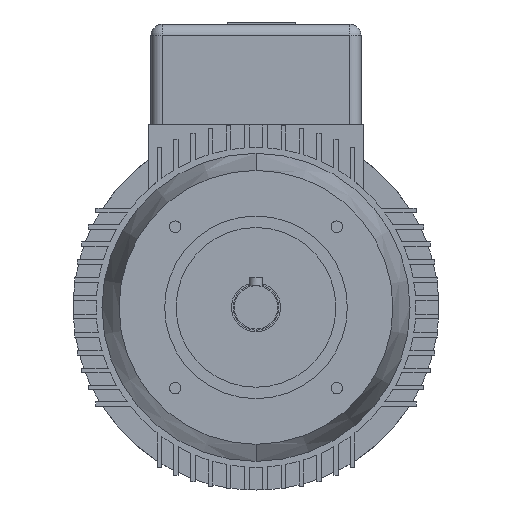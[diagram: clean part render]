
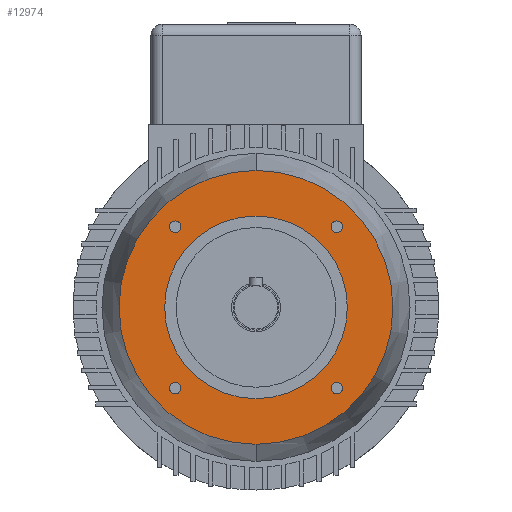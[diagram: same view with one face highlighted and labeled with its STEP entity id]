
A CAD part, front view. The second image highlights one B-rep face of the part: STEP entity #12974.
In plain terms, the highlighted planar face has unit normal (0, -1, 0).
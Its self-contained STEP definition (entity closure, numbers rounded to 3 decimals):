
#5827=CARTESIAN_POINT('',(37.855,-34.,-35.355));
#5828=VERTEX_POINT('',#5827);
#5837=CARTESIAN_POINT('',(32.855,-34.,-35.355));
#5838=VERTEX_POINT('',#5837);
#5839=CARTESIAN_POINT('',(35.355,-34.,-35.355));
#5840=DIRECTION('',(0.,1.,-0.));
#5841=DIRECTION('',(-1.,0.,0.));
#5842=AXIS2_PLACEMENT_3D('',#5839,#5840,#5841);
#5843=CIRCLE('',#5842,2.5);
#5844=EDGE_CURVE('',#5838,#5828,#5843,.T.);
#12607=CARTESIAN_POINT('',(-35.355,-34.,-37.855));
#12608=VERTEX_POINT('',#12607);
#12615=CARTESIAN_POINT('',(-35.355,-34.,-32.855));
#12616=VERTEX_POINT('',#12615);
#12617=CARTESIAN_POINT('',(-35.355,-34.,-35.355));
#12618=DIRECTION('',(-0.,1.,-0.));
#12619=DIRECTION('',(0.,0.,1.));
#12620=AXIS2_PLACEMENT_3D('',#12617,#12618,#12619);
#12621=CIRCLE('',#12620,2.5);
#12622=EDGE_CURVE('',#12616,#12608,#12621,.T.);
#12640=CARTESIAN_POINT('',(-37.855,-34.,35.355));
#12641=VERTEX_POINT('',#12640);
#12648=CARTESIAN_POINT('',(-32.855,-34.,35.355));
#12649=VERTEX_POINT('',#12648);
#12650=CARTESIAN_POINT('',(-35.355,-34.,35.355));
#12651=DIRECTION('',(-0.,1.,-0.));
#12652=DIRECTION('',(1.,0.,-0.));
#12653=AXIS2_PLACEMENT_3D('',#12650,#12651,#12652);
#12654=CIRCLE('',#12653,2.5);
#12655=EDGE_CURVE('',#12649,#12641,#12654,.T.);
#12843=CARTESIAN_POINT('',(-0.,-34.,60.));
#12844=VERTEX_POINT('',#12843);
#12851=CARTESIAN_POINT('',(60.,-34.,0.));
#12852=VERTEX_POINT('',#12851);
#12853=CARTESIAN_POINT('',(0.,-34.,0.));
#12854=DIRECTION('',(0.,1.,0.));
#12855=DIRECTION('',(0.,0.,-1.));
#12856=AXIS2_PLACEMENT_3D('',#12853,#12854,#12855);
#12857=CIRCLE('',#12856,60.);
#12858=EDGE_CURVE('',#12844,#12852,#12857,.T.);
#12860=CARTESIAN_POINT('',(0.,-34.,-60.));
#12861=VERTEX_POINT('',#12860);
#12862=CARTESIAN_POINT('',(0.,-34.,0.));
#12863=DIRECTION('',(0.,1.,0.));
#12864=DIRECTION('',(0.,0.,-1.));
#12865=AXIS2_PLACEMENT_3D('',#12862,#12863,#12864);
#12866=CIRCLE('',#12865,60.);
#12867=EDGE_CURVE('',#12852,#12861,#12866,.T.);
#12879=CARTESIAN_POINT('',(0.,-34.,0.));
#12880=DIRECTION('',(0.,1.,0.));
#12881=DIRECTION('',(0.,0.,1.));
#12882=AXIS2_PLACEMENT_3D('',#12879,#12880,#12881);
#12883=PLANE('',#12882);
#12884=ORIENTED_EDGE('',*,*,#5844,.T.);
#12885=CARTESIAN_POINT('',(35.355,-34.,-35.355));
#12886=DIRECTION('',(0.,1.,-0.));
#12887=DIRECTION('',(-1.,0.,0.));
#12888=AXIS2_PLACEMENT_3D('',#12885,#12886,#12887);
#12889=CIRCLE('',#12888,2.5);
#12890=EDGE_CURVE('',#5828,#5838,#12889,.T.);
#12891=ORIENTED_EDGE('',*,*,#12890,.T.);
#12892=EDGE_LOOP('',(#12884,#12891));
#12893=FACE_BOUND('',#12892,.T.);
#12894=ORIENTED_EDGE('',*,*,#12622,.T.);
#12895=CARTESIAN_POINT('',(-35.355,-34.,-35.355));
#12896=DIRECTION('',(-0.,1.,-0.));
#12897=DIRECTION('',(0.,0.,1.));
#12898=AXIS2_PLACEMENT_3D('',#12895,#12896,#12897);
#12899=CIRCLE('',#12898,2.5);
#12900=EDGE_CURVE('',#12608,#12616,#12899,.T.);
#12901=ORIENTED_EDGE('',*,*,#12900,.T.);
#12902=EDGE_LOOP('',(#12894,#12901));
#12903=FACE_BOUND('',#12902,.T.);
#12904=ORIENTED_EDGE('',*,*,#12655,.T.);
#12905=CARTESIAN_POINT('',(-35.355,-34.,35.355));
#12906=DIRECTION('',(-0.,1.,-0.));
#12907=DIRECTION('',(1.,0.,-0.));
#12908=AXIS2_PLACEMENT_3D('',#12905,#12906,#12907);
#12909=CIRCLE('',#12908,2.5);
#12910=EDGE_CURVE('',#12641,#12649,#12909,.T.);
#12911=ORIENTED_EDGE('',*,*,#12910,.T.);
#12912=EDGE_LOOP('',(#12904,#12911));
#12913=FACE_BOUND('',#12912,.T.);
#12914=CARTESIAN_POINT('',(35.355,-34.,32.855));
#12915=VERTEX_POINT('',#12914);
#12916=CARTESIAN_POINT('',(35.355,-34.,37.855));
#12917=VERTEX_POINT('',#12916);
#12918=CARTESIAN_POINT('',(35.355,-34.,35.355));
#12919=DIRECTION('',(0.,1.,0.));
#12920=DIRECTION('',(0.,0.,-1.));
#12921=AXIS2_PLACEMENT_3D('',#12918,#12919,#12920);
#12922=CIRCLE('',#12921,2.5);
#12923=EDGE_CURVE('',#12915,#12917,#12922,.T.);
#12924=ORIENTED_EDGE('',*,*,#12923,.T.);
#12925=CARTESIAN_POINT('',(35.355,-34.,35.355));
#12926=DIRECTION('',(0.,1.,0.));
#12927=DIRECTION('',(0.,0.,-1.));
#12928=AXIS2_PLACEMENT_3D('',#12925,#12926,#12927);
#12929=CIRCLE('',#12928,2.5);
#12930=EDGE_CURVE('',#12917,#12915,#12929,.T.);
#12931=ORIENTED_EDGE('',*,*,#12930,.T.);
#12932=EDGE_LOOP('',(#12924,#12931));
#12933=FACE_BOUND('',#12932,.T.);
#12934=CARTESIAN_POINT('',(40.,-34.,0.));
#12935=VERTEX_POINT('',#12934);
#12936=CARTESIAN_POINT('',(-0.,-34.,-40.));
#12937=VERTEX_POINT('',#12936);
#12938=CARTESIAN_POINT('',(0.,-34.,0.));
#12939=DIRECTION('',(0.,1.,0.));
#12940=DIRECTION('',(0.,-0.,1.));
#12941=AXIS2_PLACEMENT_3D('',#12938,#12939,#12940);
#12942=CIRCLE('',#12941,40.);
#12943=EDGE_CURVE('',#12935,#12937,#12942,.T.);
#12944=ORIENTED_EDGE('',*,*,#12943,.T.);
#12945=CARTESIAN_POINT('',(-0.,-34.,40.));
#12946=VERTEX_POINT('',#12945);
#12947=CARTESIAN_POINT('',(0.,-34.,0.));
#12948=DIRECTION('',(0.,1.,0.));
#12949=DIRECTION('',(0.,-0.,1.));
#12950=AXIS2_PLACEMENT_3D('',#12947,#12948,#12949);
#12951=CIRCLE('',#12950,40.);
#12952=EDGE_CURVE('',#12937,#12946,#12951,.T.);
#12953=ORIENTED_EDGE('',*,*,#12952,.T.);
#12954=CARTESIAN_POINT('',(0.,-34.,0.));
#12955=DIRECTION('',(0.,1.,0.));
#12956=DIRECTION('',(0.,-0.,1.));
#12957=AXIS2_PLACEMENT_3D('',#12954,#12955,#12956);
#12958=CIRCLE('',#12957,40.);
#12959=EDGE_CURVE('',#12946,#12935,#12958,.T.);
#12960=ORIENTED_EDGE('',*,*,#12959,.T.);
#12961=EDGE_LOOP('',(#12944,#12953,#12960));
#12962=FACE_BOUND('',#12961,.T.);
#12963=ORIENTED_EDGE('',*,*,#12858,.F.);
#12964=CARTESIAN_POINT('',(0.,-34.,0.));
#12965=DIRECTION('',(0.,1.,0.));
#12966=DIRECTION('',(0.,0.,-1.));
#12967=AXIS2_PLACEMENT_3D('',#12964,#12965,#12966);
#12968=CIRCLE('',#12967,60.);
#12969=EDGE_CURVE('',#12861,#12844,#12968,.T.);
#12970=ORIENTED_EDGE('',*,*,#12969,.F.);
#12971=ORIENTED_EDGE('',*,*,#12867,.F.);
#12972=EDGE_LOOP('',(#12963,#12970,#12971));
#12973=FACE_BOUND('',#12972,.T.);
#12974=ADVANCED_FACE('',(#12893,#12903,#12913,#12933,#12962,#12973),#12883,.F.);
